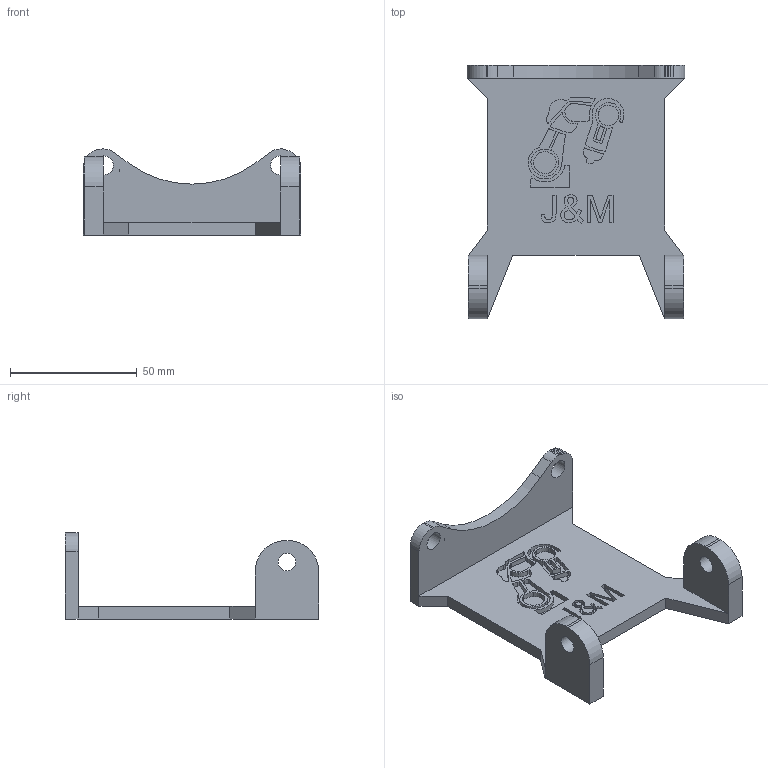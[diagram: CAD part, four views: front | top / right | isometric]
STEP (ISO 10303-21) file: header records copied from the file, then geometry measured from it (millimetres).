
FILE_DESCRIPTION(/* description */ (''),/* implementation_level */ '2;1');
FILE_NAME(/* name */ 'Linear motor connector to robot''s base.step',/* time_stamp */ '2025-07-22T17:58:01+03:00',/* author */ (''),/* organization */ (''),/* preprocessor_version */ 'ST-DEVELOPER v20.1',/* originating_system */ 'Autodesk Translation Framework v14.10.0.0',/* authorisation */ '');
FILE_SCHEMA (('AUTOMOTIVE_DESIGN { 1 0 10303 214 3 1 1 }'));
Length unit declared in the file: millimetre
Products named in the file (1): Lineaari moottorin kiinnitys profiileihin
Bounding box: 86 x 100 x 34 mm (x, y, z)
Volume: 46240.7 mm3; surface area: 22765.8 mm2
Topology: 1 solids, 1 shells, 274 faces, 765 edges, 508 vertices
Faces by surface type: bspline 166, plane 93, cylinder 15
Full cylindrical faces by diameter (mm): 7 x2, 7.5 x2
Entity records: 9544 total; most frequent: CARTESIAN_POINT 3938, ORIENTED_EDGE 1530, EDGE_CURVE 765, DIRECTION 681, VERTEX_POINT 508, LINE 403, VECTOR 403, EDGE_LOOP 299
